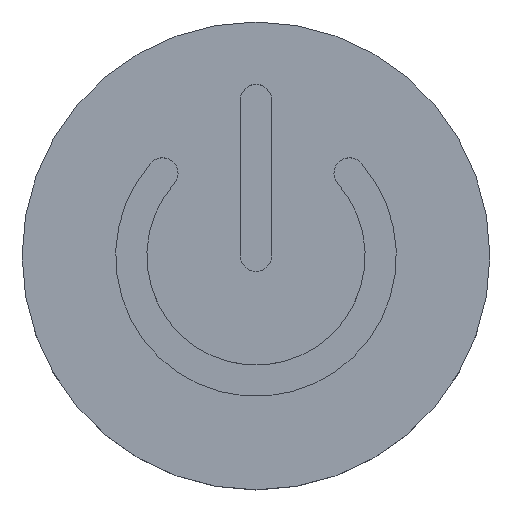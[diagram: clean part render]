
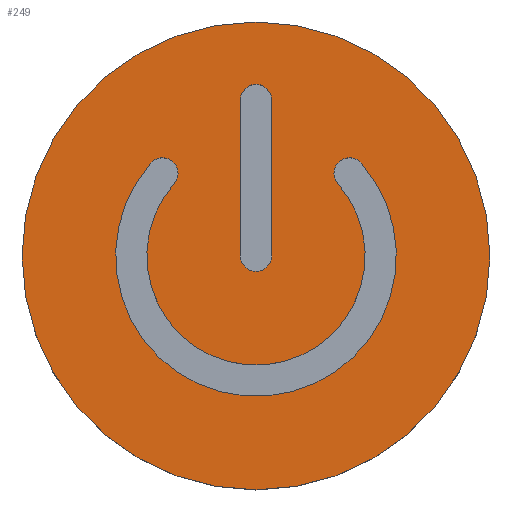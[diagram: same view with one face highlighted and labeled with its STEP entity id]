
A CAD part, top view. The second image highlights one B-rep face of the part: STEP entity #249.
In plain terms, the highlighted planar face has unit normal (0, 0, 1).
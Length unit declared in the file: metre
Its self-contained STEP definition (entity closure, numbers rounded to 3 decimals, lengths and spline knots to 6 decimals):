
#12=LINE('',#513,#24);
#13=LINE('',#517,#25);
#24=VECTOR('',#431,1.);
#25=VECTOR('',#434,1.);
#36=PLANE('',#387);
#46=ORIENTED_EDGE('',*,*,#106,.T.);
#47=ORIENTED_EDGE('',*,*,#107,.T.);
#48=ORIENTED_EDGE('',*,*,#108,.T.);
#49=ORIENTED_EDGE('',*,*,#109,.F.);
#50=ORIENTED_EDGE('',*,*,#110,.T.);
#51=ORIENTED_EDGE('',*,*,#111,.T.);
#52=ORIENTED_EDGE('',*,*,#112,.T.);
#53=ORIENTED_EDGE('',*,*,#113,.F.);
#54=ORIENTED_EDGE('',*,*,#104,.T.);
#104=EDGE_CURVE('',#134,#134,#156,.T.);
#106=EDGE_CURVE('',#136,#137,#158,.T.);
#107=EDGE_CURVE('',#137,#138,#12,.T.);
#108=EDGE_CURVE('',#138,#139,#159,.T.);
#109=EDGE_CURVE('',#136,#139,#13,.T.);
#110=EDGE_CURVE('',#140,#141,#160,.T.);
#111=EDGE_CURVE('',#141,#142,#161,.T.);
#112=EDGE_CURVE('',#142,#143,#162,.T.);
#113=EDGE_CURVE('',#140,#143,#163,.T.);
#134=VERTEX_POINT('',#506);
#136=VERTEX_POINT('',#511);
#137=VERTEX_POINT('',#512);
#138=VERTEX_POINT('',#514);
#139=VERTEX_POINT('',#516);
#140=VERTEX_POINT('',#519);
#141=VERTEX_POINT('',#520);
#142=VERTEX_POINT('',#522);
#143=VERTEX_POINT('',#524);
#156=CIRCLE('',#385,0.009525);
#158=CIRCLE('',#388,0.000635);
#159=CIRCLE('',#389,0.000635);
#160=CIRCLE('',#390,0.000635);
#161=CIRCLE('',#391,0.004445);
#162=CIRCLE('',#392,0.000635);
#163=CIRCLE('',#393,0.005715);
#176=EDGE_LOOP('',(#46,#47,#48,#49));
#177=EDGE_LOOP('',(#50,#51,#52,#53));
#178=EDGE_LOOP('',(#54));
#200=FACE_BOUND('',#176,.T.);
#201=FACE_BOUND('',#177,.T.);
#202=FACE_BOUND('',#178,.T.);
#249=ADVANCED_FACE('',(#200,#201,#202),#36,.T.);
#385=AXIS2_PLACEMENT_3D('',#505,#423,#424);
#387=AXIS2_PLACEMENT_3D('',#509,#427,#428);
#388=AXIS2_PLACEMENT_3D('',#510,#429,#430);
#389=AXIS2_PLACEMENT_3D('',#515,#432,#433);
#390=AXIS2_PLACEMENT_3D('',#518,#435,#436);
#391=AXIS2_PLACEMENT_3D('',#521,#437,#438);
#392=AXIS2_PLACEMENT_3D('',#523,#439,#440);
#393=AXIS2_PLACEMENT_3D('',#525,#441,#442);
#423=DIRECTION('',(0.,0.,1.));
#424=DIRECTION('',(1.,0.,0.));
#427=DIRECTION('',(0.,0.,1.));
#428=DIRECTION('',(1.,0.,0.));
#429=DIRECTION('',(0.,0.,-1.));
#430=DIRECTION('',(1.,0.,0.));
#431=DIRECTION('',(0.,1.,0.));
#432=DIRECTION('',(0.,0.,-1.));
#433=DIRECTION('',(1.,0.,0.));
#434=DIRECTION('',(0.,1.,0.));
#435=DIRECTION('',(0.,0.,-1.));
#436=DIRECTION('',(1.,0.,0.));
#437=DIRECTION('',(0.,0.,1.));
#438=DIRECTION('',(1.,0.,0.));
#439=DIRECTION('',(0.,0.,-1.));
#440=DIRECTION('',(1.,0.,0.));
#441=DIRECTION('',(0.,0.,1.));
#442=DIRECTION('',(1.,0.,0.));
#505=CARTESIAN_POINT('',(0.,0.,0.003175));
#506=CARTESIAN_POINT('',(0.009525,0.,0.003175));
#509=CARTESIAN_POINT('',(0.,0.,0.003175));
#510=CARTESIAN_POINT('',(0.,0.,0.003175));
#511=CARTESIAN_POINT('',(0.000635,0.,0.003175));
#512=CARTESIAN_POINT('',(-0.000635,0.,0.003175));
#513=CARTESIAN_POINT('',(-0.000635,0.003175,0.003175));
#514=CARTESIAN_POINT('',(-0.000635,0.00635,0.003175));
#515=CARTESIAN_POINT('',(0.,0.00635,0.003175));
#516=CARTESIAN_POINT('',(0.000635,0.00635,0.003175));
#517=CARTESIAN_POINT('',(0.000635,0.003175,0.003175));
#518=CARTESIAN_POINT('',(-0.00381,0.00336,0.003175));
#519=CARTESIAN_POINT('',(-0.004286,0.00378,0.003175));
#520=CARTESIAN_POINT('',(-0.003334,0.00294,0.003175));
#521=CARTESIAN_POINT('',(0.,0.,0.003175));
#522=CARTESIAN_POINT('',(0.003334,0.00294,0.003175));
#523=CARTESIAN_POINT('',(0.00381,0.00336,0.003175));
#524=CARTESIAN_POINT('',(0.004286,0.00378,0.003175));
#525=CARTESIAN_POINT('',(0.,0.,0.003175));
